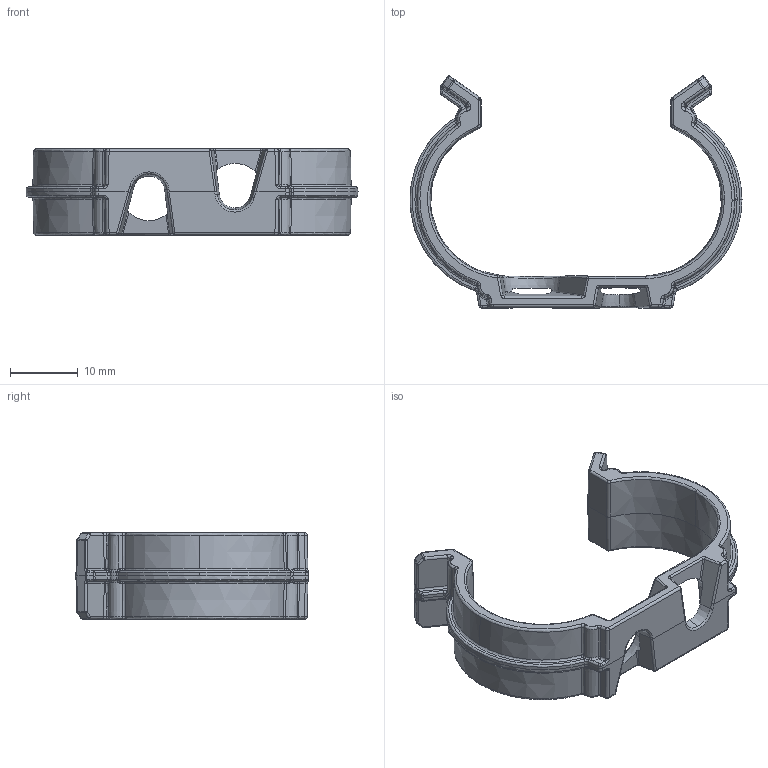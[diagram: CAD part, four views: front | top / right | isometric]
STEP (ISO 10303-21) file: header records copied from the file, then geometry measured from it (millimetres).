
FILE_DESCRIPTION (( 'STEP AP214' ), '1' );
FILE_NAME ('276-4042-STEP-20151014.STEP', '2015-10-14T16:26:49', ( '' ), ( '' ), 'SwSTEP 2.0', 'SolidWorks 2015', '' );
FILE_SCHEMA (( 'AUTOMOTIVE_DESIGN' ));
Length unit declared in the file: millimetre
Products named in the file (1): 276-4042-STEP-20151014
Bounding box: 49 x 34.27 x 12.7 mm (x, y, z)
Volume: 2867.1 mm3; surface area: 3282.8 mm2
Topology: 1 solids, 1 shells, 533 faces, 1283 edges, 735 vertices
Faces by surface type: bspline 282, cylinder 140, plane 72, cone 39
Entity records: 32192 total; most frequent: CARTESIAN_POINT 16827, ORIENTED_EDGE 2540, EDGE_CURVE 1270, DIRECTION 1124, VERTEX_POINT 735, B_SPLINE_CURVE_WITH_KNOTS 697, UNCERTAINTY_MEASURE_WITH_UNIT 536, SURFACE_SIDE_STYLE 535
